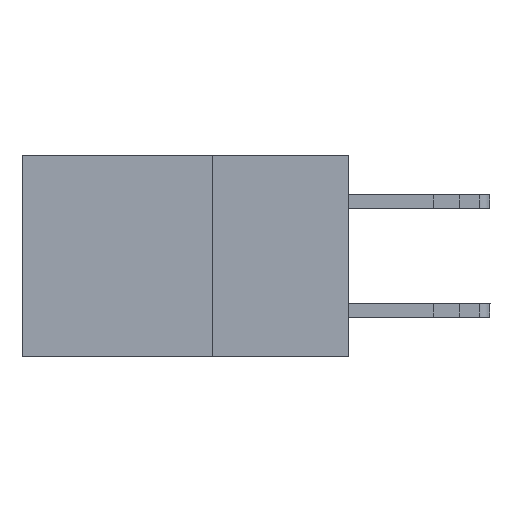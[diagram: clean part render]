
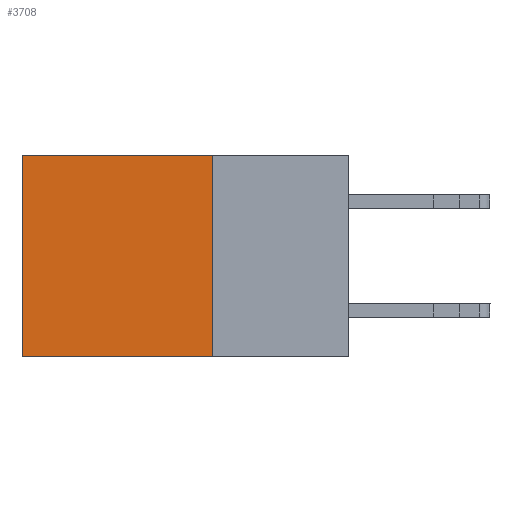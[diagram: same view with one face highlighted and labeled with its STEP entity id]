
A CAD part, left-side view. The second image highlights one B-rep face of the part: STEP entity #3708.
In plain terms, the highlighted planar face has unit normal (-1, 0, 0).
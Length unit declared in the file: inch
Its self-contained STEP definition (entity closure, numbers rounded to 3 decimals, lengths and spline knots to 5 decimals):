
#166 = FACE_OUTER_BOUND ( 'NONE', #399, .T. ) ;
#399 = EDGE_LOOP ( 'NONE', ( #8567, #5878, #4286, #8262 ) ) ;
#1218 = VERTEX_POINT ( 'NONE', #14276 ) ;
#1551 = LINE ( 'NONE', #10305, #5043 ) ;
#1999 = VERTEX_POINT ( 'NONE', #9983 ) ;
#2166 = CARTESIAN_POINT ( 'NONE',  ( 0.2615, 0.25, -0.37 ) ) ;
#2339 = DIRECTION ( 'NONE',  ( 0., 1., 0. ) ) ;
#2664 = VERTEX_POINT ( 'NONE', #13856 ) ;
#3018 = CARTESIAN_POINT ( 'NONE',  ( 0.2615, 0.25, 0. ) ) ;
#3338 = DIRECTION ( 'NONE',  ( 0., 0., -1. ) ) ;
#3609 = LINE ( 'NONE', #2166, #12038 ) ;
#3708 = ADVANCED_FACE ( 'NONE', ( #166 ), #13723, .F. ) ;
#4286 = ORIENTED_EDGE ( 'NONE', *, *, #5918, .F. ) ;
#5043 = VECTOR ( 'NONE', #3338, 39.37008 ) ;
#5878 = ORIENTED_EDGE ( 'NONE', *, *, #6511, .F. ) ;
#5918 = EDGE_CURVE ( 'NONE', #14333, #2664, #8584, .T. ) ;
#6088 = DIRECTION ( 'NONE',  ( 0., 0., -1. ) ) ;
#6131 = CARTESIAN_POINT ( 'NONE',  ( 0.2615, 0.25, -0.37 ) ) ;
#6511 = EDGE_CURVE ( 'NONE', #2664, #1999, #3609, .T. ) ;
#7215 = LINE ( 'NONE', #8548, #13141 ) ;
#8262 = ORIENTED_EDGE ( 'NONE', *, *, #14787, .T. ) ;
#8413 = AXIS2_PLACEMENT_3D ( 'NONE', #14598, #14576, #14565 ) ;
#8548 = CARTESIAN_POINT ( 'NONE',  ( 0.2615, 0.25, 0. ) ) ;
#8567 = ORIENTED_EDGE ( 'NONE', *, *, #12256, .T. ) ;
#8584 = LINE ( 'NONE', #6131, #11566 ) ;
#9983 = CARTESIAN_POINT ( 'NONE',  ( 0.2615, 0.6, -0.37 ) ) ;
#10305 = CARTESIAN_POINT ( 'NONE',  ( 0.2615, 0.6, -0.37 ) ) ;
#11566 = VECTOR ( 'NONE', #6088, 39.37008 ) ;
#12038 = VECTOR ( 'NONE', #2339, 39.37008 ) ;
#12256 = EDGE_CURVE ( 'NONE', #1218, #1999, #1551, .T. ) ;
#13141 = VECTOR ( 'NONE', #14051, 39.37008 ) ;
#13723 = PLANE ( 'NONE',  #8413 ) ;
#13856 = CARTESIAN_POINT ( 'NONE',  ( 0.2615, 0.25, -0.37 ) ) ;
#14051 = DIRECTION ( 'NONE',  ( 0., 1., 0. ) ) ;
#14276 = CARTESIAN_POINT ( 'NONE',  ( 0.2615, 0.6, 0. ) ) ;
#14333 = VERTEX_POINT ( 'NONE', #3018 ) ;
#14565 = DIRECTION ( 'NONE',  ( 0., 0., -1. ) ) ;
#14576 = DIRECTION ( 'NONE',  ( 1., 0., 0. ) ) ;
#14598 = CARTESIAN_POINT ( 'NONE',  ( 0.2615, 0.25, -0.37 ) ) ;
#14787 = EDGE_CURVE ( 'NONE', #14333, #1218, #7215, .T. ) ;
